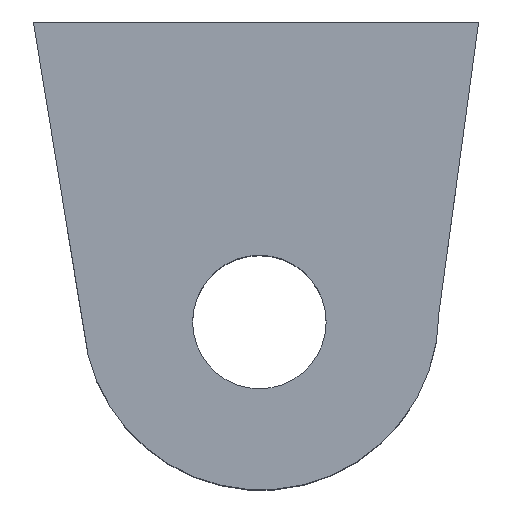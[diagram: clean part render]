
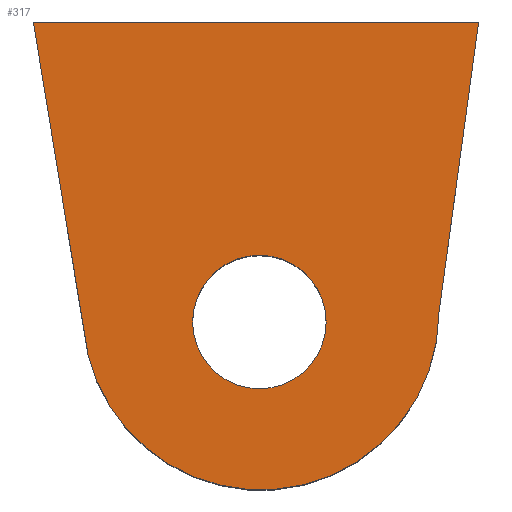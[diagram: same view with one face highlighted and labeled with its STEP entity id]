
A CAD part, top view. The second image highlights one B-rep face of the part: STEP entity #317.
In plain terms, the highlighted planar face has unit normal (0, 0, 1).
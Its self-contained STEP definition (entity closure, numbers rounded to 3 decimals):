
#154=CARTESIAN_POINT('',(130.551,139.549,20.625));
#155=VERTEX_POINT('',#154);
#156=CARTESIAN_POINT('',(131.74,139.549,20.625));
#157=VERTEX_POINT('',#156);
#158=CARTESIAN_POINT('',(130.551,139.549,20.625));
#159=DIRECTION('',(1.,-0.,-0.));
#160=VECTOR('',#159,1.189);
#161=LINE('',#158,#160);
#162=EDGE_CURVE('',#155,#157,#161,.T.);
#249=CARTESIAN_POINT('',(120.926,139.549,20.625));
#250=DIRECTION('',(0.,0.,1.));
#251=DIRECTION('',(-1.,0.,0.));
#252=AXIS2_PLACEMENT_3D('',#249,#250,#251);
#253=PLANE('',#252);
#254=CARTESIAN_POINT('',(131.078,144.07,20.625));
#255=VERTEX_POINT('',#254);
#256=CARTESIAN_POINT('',(128.078,147.07,20.625));
#257=VERTEX_POINT('',#256);
#258=CARTESIAN_POINT('',(131.078,147.07,20.625));
#259=DIRECTION('',(0.,0.,1.));
#260=DIRECTION('',(-1.,0.,0.));
#261=AXIS2_PLACEMENT_3D('',#258,#259,#260);
#262=CIRCLE('',#261,3.);
#263=EDGE_CURVE('',#255,#257,#262,.T.);
#264=ORIENTED_EDGE('',*,*,#263,.F.);
#265=CARTESIAN_POINT('',(131.078,147.07,20.625));
#266=DIRECTION('',(0.,0.,1.));
#267=DIRECTION('',(-1.,0.,0.));
#268=AXIS2_PLACEMENT_3D('',#265,#266,#267);
#269=CIRCLE('',#268,3.);
#270=EDGE_CURVE('',#257,#255,#269,.T.);
#271=ORIENTED_EDGE('',*,*,#270,.F.);
#272=EDGE_LOOP('',(#264,#271));
#273=FACE_BOUND('',#272,.T.);
#274=CARTESIAN_POINT('',(120.926,160.549,20.625));
#275=VERTEX_POINT('',#274);
#276=CARTESIAN_POINT('',(140.926,160.549,20.625));
#277=VERTEX_POINT('',#276);
#278=CARTESIAN_POINT('',(120.926,160.549,20.625));
#279=DIRECTION('',(1.,-0.,-0.));
#280=VECTOR('',#279,20.);
#281=LINE('',#278,#280);
#282=EDGE_CURVE('',#275,#277,#281,.T.);
#283=ORIENTED_EDGE('',*,*,#282,.F.);
#284=CARTESIAN_POINT('',(123.177,146.819,20.625));
#285=VERTEX_POINT('',#284);
#286=CARTESIAN_POINT('',(120.926,160.549,20.625));
#287=DIRECTION('',(0.162,-0.987,-0.));
#288=VECTOR('',#287,13.914);
#289=LINE('',#286,#288);
#290=EDGE_CURVE('',#275,#285,#289,.T.);
#291=ORIENTED_EDGE('',*,*,#290,.T.);
#292=CARTESIAN_POINT('',(131.146,147.527,20.625));
#293=DIRECTION('',(0.,0.,1.));
#294=DIRECTION('',(-1.,0.,0.));
#295=AXIS2_PLACEMENT_3D('',#292,#293,#294);
#296=CIRCLE('',#295,8.);
#297=EDGE_CURVE('',#285,#155,#296,.T.);
#298=ORIENTED_EDGE('',*,*,#297,.T.);
#299=ORIENTED_EDGE('',*,*,#162,.T.);
#300=CARTESIAN_POINT('',(139.146,147.519,20.625));
#301=VERTEX_POINT('',#300);
#302=CARTESIAN_POINT('',(131.146,147.527,20.625));
#303=DIRECTION('',(0.,0.,1.));
#304=DIRECTION('',(-1.,0.,0.));
#305=AXIS2_PLACEMENT_3D('',#302,#303,#304);
#306=CIRCLE('',#305,8.);
#307=EDGE_CURVE('',#157,#301,#306,.T.);
#308=ORIENTED_EDGE('',*,*,#307,.T.);
#309=CARTESIAN_POINT('',(140.926,160.549,20.625));
#310=DIRECTION('',(-0.135,-0.991,0.));
#311=VECTOR('',#310,13.151);
#312=LINE('',#309,#311);
#313=EDGE_CURVE('',#277,#301,#312,.T.);
#314=ORIENTED_EDGE('',*,*,#313,.F.);
#315=EDGE_LOOP('',(#283,#291,#298,#299,#308,#314));
#316=FACE_BOUND('',#315,.T.);
#317=ADVANCED_FACE('',(#273,#316),#253,.T.);
